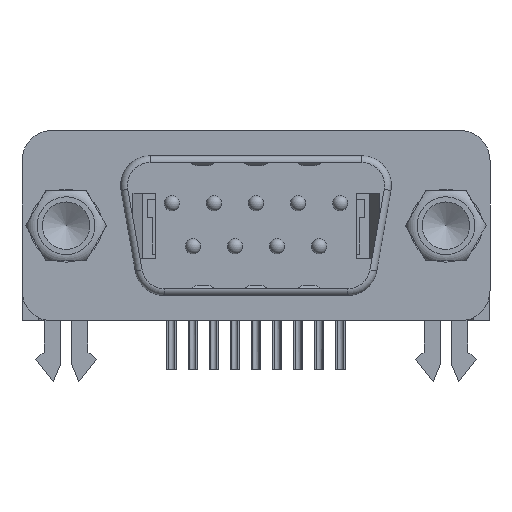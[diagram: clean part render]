
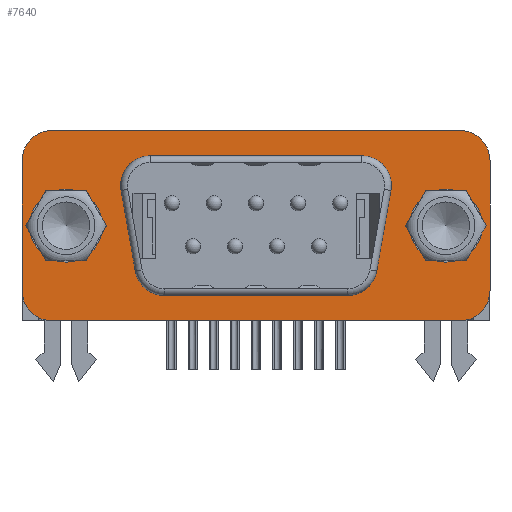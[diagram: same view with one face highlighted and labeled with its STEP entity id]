
A CAD part, front view. The second image highlights one B-rep face of the part: STEP entity #7640.
In plain terms, the highlighted planar face has unit normal (0, -1, 0).
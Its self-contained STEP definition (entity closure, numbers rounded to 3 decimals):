
#927=LINE('',#16356,#1747);
#928=LINE('',#16361,#1748);
#929=LINE('',#16365,#1749);
#930=LINE('',#16369,#1750);
#931=LINE('',#16372,#1751);
#932=LINE('',#16377,#1752);
#933=LINE('',#16381,#1753);
#934=LINE('',#16385,#1754);
#1747=VECTOR('',#9879,1000.);
#1748=VECTOR('',#9882,1000.);
#1749=VECTOR('',#9885,1000.);
#1750=VECTOR('',#9888,1000.);
#1751=VECTOR('',#9891,1000.);
#1752=VECTOR('',#9894,1000.);
#1753=VECTOR('',#9897,1000.);
#1754=VECTOR('',#9900,1000.);
#3337=ORIENTED_EDGE('',*,*,#4824,.T.);
#3338=ORIENTED_EDGE('',*,*,#4825,.T.);
#3339=ORIENTED_EDGE('',*,*,#4826,.T.);
#3340=ORIENTED_EDGE('',*,*,#4827,.T.);
#3341=ORIENTED_EDGE('',*,*,#4828,.T.);
#3342=ORIENTED_EDGE('',*,*,#4829,.T.);
#3343=ORIENTED_EDGE('',*,*,#4830,.T.);
#3344=ORIENTED_EDGE('',*,*,#4831,.T.);
#3345=ORIENTED_EDGE('',*,*,#4832,.T.);
#3346=ORIENTED_EDGE('',*,*,#4833,.T.);
#3347=ORIENTED_EDGE('',*,*,#4834,.F.);
#3348=ORIENTED_EDGE('',*,*,#4835,.T.);
#3349=ORIENTED_EDGE('',*,*,#4836,.F.);
#3350=ORIENTED_EDGE('',*,*,#4837,.T.);
#3351=ORIENTED_EDGE('',*,*,#4838,.F.);
#3352=ORIENTED_EDGE('',*,*,#4839,.T.);
#3353=ORIENTED_EDGE('',*,*,#4840,.F.);
#3354=ORIENTED_EDGE('',*,*,#4841,.T.);
#4824=EDGE_CURVE('',#5678,#5678,#6027,.T.);
#4825=EDGE_CURVE('',#5679,#5679,#6028,.T.);
#4826=EDGE_CURVE('',#5680,#5681,#927,.T.);
#4827=EDGE_CURVE('',#5681,#5682,#6029,.T.);
#4828=EDGE_CURVE('',#5682,#5683,#928,.T.);
#4829=EDGE_CURVE('',#5683,#5684,#6030,.T.);
#4830=EDGE_CURVE('',#5684,#5685,#929,.T.);
#4831=EDGE_CURVE('',#5685,#5686,#6031,.T.);
#4832=EDGE_CURVE('',#5686,#5687,#930,.T.);
#4833=EDGE_CURVE('',#5687,#5680,#6032,.T.);
#4834=EDGE_CURVE('',#5688,#5689,#931,.T.);
#4835=EDGE_CURVE('',#5688,#5690,#6033,.F.);
#4836=EDGE_CURVE('',#5691,#5690,#932,.T.);
#4837=EDGE_CURVE('',#5691,#5692,#6034,.F.);
#4838=EDGE_CURVE('',#5693,#5692,#933,.T.);
#4839=EDGE_CURVE('',#5693,#5694,#6035,.F.);
#4840=EDGE_CURVE('',#5695,#5694,#934,.T.);
#4841=EDGE_CURVE('',#5695,#5689,#6036,.F.);
#5678=VERTEX_POINT('',#16353);
#5679=VERTEX_POINT('',#16355);
#5680=VERTEX_POINT('',#16357);
#5681=VERTEX_POINT('',#16358);
#5682=VERTEX_POINT('',#16360);
#5683=VERTEX_POINT('',#16362);
#5684=VERTEX_POINT('',#16364);
#5685=VERTEX_POINT('',#16366);
#5686=VERTEX_POINT('',#16368);
#5687=VERTEX_POINT('',#16370);
#5688=VERTEX_POINT('',#16373);
#5689=VERTEX_POINT('',#16374);
#5690=VERTEX_POINT('',#16376);
#5691=VERTEX_POINT('',#16378);
#5692=VERTEX_POINT('',#16380);
#5693=VERTEX_POINT('',#16382);
#5694=VERTEX_POINT('',#16384);
#5695=VERTEX_POINT('',#16386);
#6027=CIRCLE('',#8383,2.4);
#6028=CIRCLE('',#8384,2.4);
#6029=CIRCLE('',#8385,1.949);
#6030=CIRCLE('',#8386,1.949);
#6031=CIRCLE('',#8387,1.949);
#6032=CIRCLE('',#8388,1.949);
#6033=CIRCLE('',#8389,2.);
#6034=CIRCLE('',#8390,2.);
#6035=CIRCLE('',#8391,2.);
#6036=CIRCLE('',#8392,2.);
#6414=EDGE_LOOP('',(#3337));
#6415=EDGE_LOOP('',(#3338));
#6416=EDGE_LOOP('',(#3339,#3340,#3341,#3342,#3343,#3344,#3345,#3346));
#6417=EDGE_LOOP('',(#3347,#3348,#3349,#3350,#3351,#3352,#3353,#3354));
#6924=FACE_BOUND('',#6414,.T.);
#6925=FACE_BOUND('',#6415,.T.);
#6926=FACE_BOUND('',#6416,.T.);
#6927=FACE_BOUND('',#6417,.T.);
#7321=PLANE('',#8382);
#7640=ADVANCED_FACE('',(#6924,#6925,#6926,#6927),#7321,.F.);
#8382=AXIS2_PLACEMENT_3D('',#16351,#9873,#9874);
#8383=AXIS2_PLACEMENT_3D('',#16352,#9875,#9876);
#8384=AXIS2_PLACEMENT_3D('',#16354,#9877,#9878);
#8385=AXIS2_PLACEMENT_3D('',#16359,#9880,#9881);
#8386=AXIS2_PLACEMENT_3D('',#16363,#9883,#9884);
#8387=AXIS2_PLACEMENT_3D('',#16367,#9886,#9887);
#8388=AXIS2_PLACEMENT_3D('',#16371,#9889,#9890);
#8389=AXIS2_PLACEMENT_3D('',#16375,#9892,#9893);
#8390=AXIS2_PLACEMENT_3D('',#16379,#9895,#9896);
#8391=AXIS2_PLACEMENT_3D('',#16383,#9898,#9899);
#8392=AXIS2_PLACEMENT_3D('',#16387,#9901,#9902);
#9873=DIRECTION('',(0.,1.,0.));
#9874=DIRECTION('',(0.,0.,1.));
#9875=DIRECTION('',(0.,1.,0.));
#9876=DIRECTION('',(0.,0.,1.));
#9877=DIRECTION('',(0.,1.,0.));
#9878=DIRECTION('',(0.,0.,1.));
#9879=DIRECTION('',(-0.174,0.,0.985));
#9880=DIRECTION('',(0.,1.,0.));
#9881=DIRECTION('',(0.,0.,1.));
#9882=DIRECTION('',(1.,0.,0.));
#9883=DIRECTION('',(0.,1.,0.));
#9884=DIRECTION('',(0.,0.,1.));
#9885=DIRECTION('',(-0.174,0.,-0.985));
#9886=DIRECTION('',(0.,1.,0.));
#9887=DIRECTION('',(0.,0.,1.));
#9888=DIRECTION('',(-1.,0.,0.));
#9889=DIRECTION('',(0.,1.,0.));
#9890=DIRECTION('',(0.,0.,1.));
#9891=DIRECTION('',(1.,0.,0.));
#9892=DIRECTION('',(0.,1.,0.));
#9893=DIRECTION('',(0.,0.,1.));
#9894=DIRECTION('',(0.,0.,1.));
#9895=DIRECTION('',(0.,1.,0.));
#9896=DIRECTION('',(0.,0.,1.));
#9897=DIRECTION('',(-1.,0.,0.));
#9898=DIRECTION('',(0.,1.,0.));
#9899=DIRECTION('',(0.,0.,1.));
#9900=DIRECTION('',(0.,0.,-1.));
#9901=DIRECTION('',(0.,1.,0.));
#9902=DIRECTION('',(0.,0.,1.));
#16351=CARTESIAN_POINT('',(0.,-0.45,0.));
#16352=CARTESIAN_POINT('',(-12.5,-0.45,0.));
#16353=CARTESIAN_POINT('',(-12.5,-0.45,2.4));
#16354=CARTESIAN_POINT('',(12.5,-0.45,0.));
#16355=CARTESIAN_POINT('',(12.5,-0.45,2.4));
#16356=CARTESIAN_POINT('',(-8.217,-0.45,-1.449));
#16357=CARTESIAN_POINT('',(-7.946,-0.45,-2.989));
#16358=CARTESIAN_POINT('',(-8.88,-0.45,2.312));
#16359=CARTESIAN_POINT('',(-6.961,-0.45,2.651));
#16360=CARTESIAN_POINT('',(-6.961,-0.45,4.6));
#16361=CARTESIAN_POINT('',(0.,-0.45,4.6));
#16362=CARTESIAN_POINT('',(6.961,-0.45,4.6));
#16363=CARTESIAN_POINT('',(6.961,-0.45,2.651));
#16364=CARTESIAN_POINT('',(8.88,-0.45,2.312));
#16365=CARTESIAN_POINT('',(8.217,-0.45,-1.449));
#16366=CARTESIAN_POINT('',(7.946,-0.45,-2.989));
#16367=CARTESIAN_POINT('',(6.026,-0.45,-2.651));
#16368=CARTESIAN_POINT('',(6.026,-0.45,-4.6));
#16369=CARTESIAN_POINT('',(0.,-0.45,-4.6));
#16370=CARTESIAN_POINT('',(-6.026,-0.45,-4.6));
#16371=CARTESIAN_POINT('',(-6.026,-0.45,-2.651));
#16372=CARTESIAN_POINT('',(-15.4,-0.45,6.275));
#16373=CARTESIAN_POINT('',(-13.4,-0.45,6.275));
#16374=CARTESIAN_POINT('',(13.4,-0.45,6.275));
#16375=CARTESIAN_POINT('',(-13.4,-0.45,4.275));
#16376=CARTESIAN_POINT('',(-15.4,-0.45,4.275));
#16377=CARTESIAN_POINT('',(-15.4,-0.45,-6.275));
#16378=CARTESIAN_POINT('',(-15.4,-0.45,-4.275));
#16379=CARTESIAN_POINT('',(-13.4,-0.45,-4.275));
#16380=CARTESIAN_POINT('',(-13.4,-0.45,-6.275));
#16381=CARTESIAN_POINT('',(15.4,-0.45,-6.275));
#16382=CARTESIAN_POINT('',(13.4,-0.45,-6.275));
#16383=CARTESIAN_POINT('',(13.4,-0.45,-4.275));
#16384=CARTESIAN_POINT('',(15.4,-0.45,-4.275));
#16385=CARTESIAN_POINT('',(15.4,-0.45,6.275));
#16386=CARTESIAN_POINT('',(15.4,-0.45,4.275));
#16387=CARTESIAN_POINT('',(13.4,-0.45,4.275));
